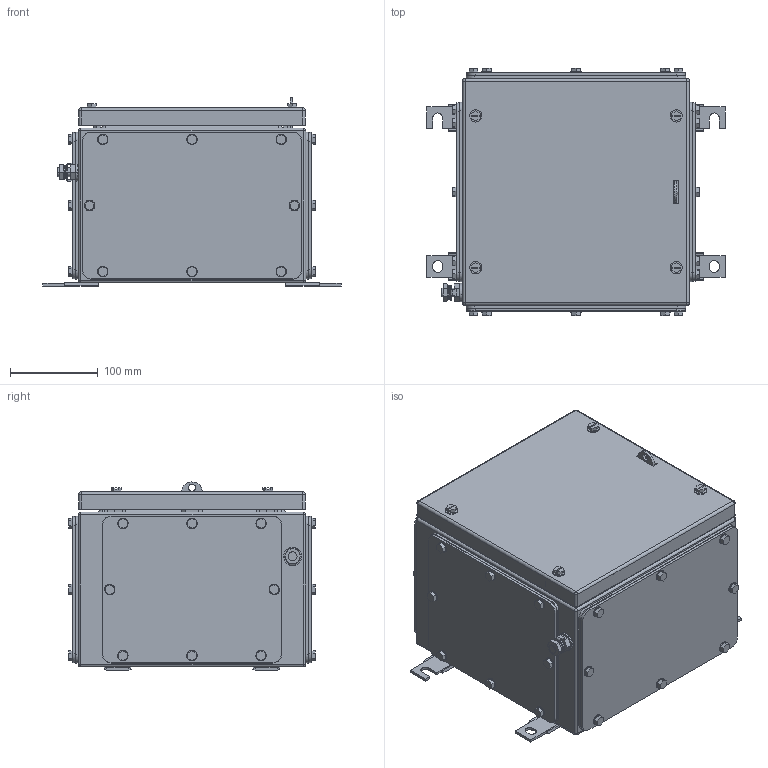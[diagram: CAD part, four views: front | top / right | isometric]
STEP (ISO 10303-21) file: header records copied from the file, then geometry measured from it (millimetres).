
FILE_DESCRIPTION(('CATIA V5 STEP Exchange','CAx-IF Rec.Pracs.--- Model Styling and Organization---1.4--- 2014-01-23'),'2;1');
FILE_NAME ('008508-7_2_1194690000_1194690000.stp','2019-07-02T06:11:43+00:00',('none'),('Weidmueller'),'CATIA Version 5-6 Release 2016 SP3 HF44','CATIA V5 STEP AP214','none');
FILE_SCHEMA(('AUTOMOTIVE_DESIGN { 1 0 10303 214 1 1 1 1 }'));
Products named in the file (1): 1194690000
Bounding box: 341 x 282 x 214.9 mm (x, y, z)
Volume: 1162197.2 mm3; surface area: 1106398 mm2
Topology: 110 solids, 110 shells, 2343 faces, 5512 edges, 3486 vertices
Faces by surface type: plane 1054, cylinder 1033, cone 212, sphere 24, torus 20
Entity records: 64228 total; most frequent: CARTESIAN_POINT 13755, ORIENTED_EDGE 10832, DIRECTION 8499, EDGE_CURVE 5416, AXIS2_PLACEMENT_3D 3620, VERTEX_POINT 3486, VECTOR 3160, LINE 3160
